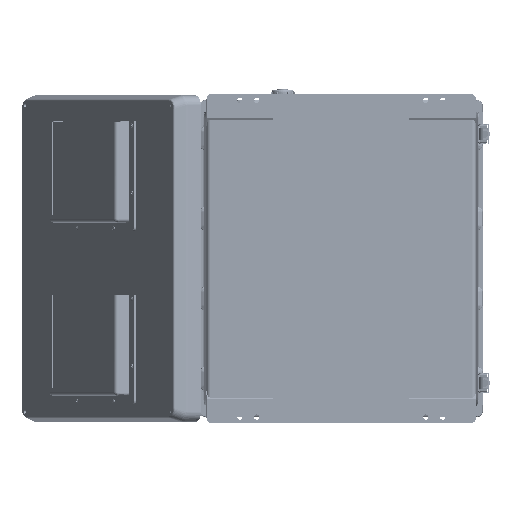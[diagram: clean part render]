
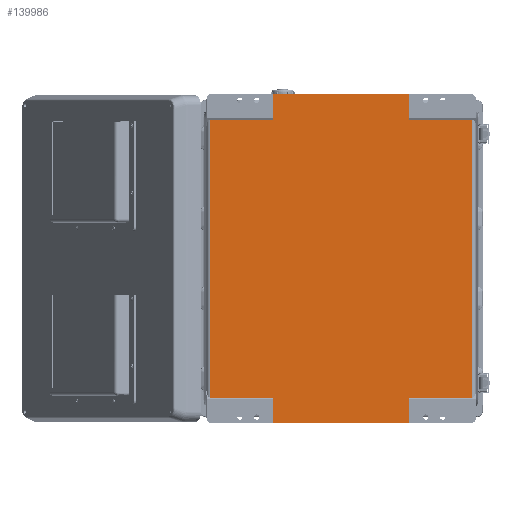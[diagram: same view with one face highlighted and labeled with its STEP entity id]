
A CAD part, front view. The second image highlights one B-rep face of the part: STEP entity #139986.
In plain terms, the highlighted planar face has unit normal (0, -1, 0).
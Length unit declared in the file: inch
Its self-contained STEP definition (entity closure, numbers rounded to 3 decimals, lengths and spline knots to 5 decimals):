
#713 = VECTOR ( 'NONE', #20701, 39.37008 ) ;
#1186 = CARTESIAN_POINT ( 'NONE',  ( 8.11811, 0.05906, -1.51961 ) ) ;
#1551 = ORIENTED_EDGE ( 'NONE', *, *, #48830, .F. ) ;
#1799 = EDGE_CURVE ( 'NONE', #118240, #70492, #29123, .T. ) ;
#1868 = VERTEX_POINT ( 'NONE', #123172 ) ;
#2725 = VECTOR ( 'NONE', #84802, 39.37008 ) ;
#3121 = CARTESIAN_POINT ( 'NONE',  ( -8.11811, 0.05906, -17.96858 ) ) ;
#4376 = DIRECTION ( 'NONE',  ( 0., 0., 1. ) ) ;
#7941 = CARTESIAN_POINT ( 'NONE',  ( 4.03163, 0.05906, -20.34606 ) ) ;
#11834 = LINE ( 'NONE', #75584, #127437 ) ;
#13274 = ORIENTED_EDGE ( 'NONE', *, *, #27104, .F. ) ;
#13442 = CARTESIAN_POINT ( 'NONE',  ( 8.11811, 0.05906, -1.51961 ) ) ;
#14334 = LINE ( 'NONE', #110365, #25257 ) ;
#15862 = CARTESIAN_POINT ( 'NONE',  ( -4.03163, 0.05906, -1.51961 ) ) ;
#15956 = CARTESIAN_POINT ( 'NONE',  ( -4.03163, 0.05906, -19.48819 ) ) ;
#16804 = VECTOR ( 'NONE', #4376, 39.37008 ) ;
#19031 = DIRECTION ( 'NONE',  ( 0., 0., 1. ) ) ;
#20701 = DIRECTION ( 'NONE',  ( 0., 0., 1. ) ) ;
#21540 = EDGE_CURVE ( 'NONE', #97730, #137299, #35248, .T. ) ;
#21784 = ORIENTED_EDGE ( 'NONE', *, *, #85678, .T. ) ;
#22326 = EDGE_CURVE ( 'NONE', #90804, #151233, #63687, .T. ) ;
#24604 = ORIENTED_EDGE ( 'NONE', *, *, #1799, .F. ) ;
#24818 = CARTESIAN_POINT ( 'NONE',  ( 8.11811, 0.05906, 0. ) ) ;
#25257 = VECTOR ( 'NONE', #86941, 39.37008 ) ;
#25588 = CARTESIAN_POINT ( 'NONE',  ( -7.73754, 0.05906, -1.51961 ) ) ;
#26630 = ORIENTED_EDGE ( 'NONE', *, *, #80506, .T. ) ;
#26769 = VECTOR ( 'NONE', #127346, 39.37008 ) ;
#27104 = EDGE_CURVE ( 'NONE', #137657, #1868, #14334, .T. ) ;
#28288 = EDGE_CURVE ( 'NONE', #131918, #137404, #98471, .T. ) ;
#29123 = LINE ( 'NONE', #78369, #138217 ) ;
#29454 = ORIENTED_EDGE ( 'NONE', *, *, #28288, .F. ) ;
#34339 = VECTOR ( 'NONE', #73189, 39.37008 ) ;
#35248 = LINE ( 'NONE', #13442, #34339 ) ;
#37985 = CARTESIAN_POINT ( 'NONE',  ( -8.11811, 0.05906, -1.51961 ) ) ;
#39171 = DIRECTION ( 'NONE',  ( 0., 1., 0. ) ) ;
#40738 = LINE ( 'NONE', #89898, #16804 ) ;
#43034 = AXIS2_PLACEMENT_3D ( 'NONE', #1186, #39171, #149653 ) ;
#47339 = DIRECTION ( 'NONE',  ( 0., 0., 1. ) ) ;
#48830 = EDGE_CURVE ( 'NONE', #1868, #118240, #57982, .T. ) ;
#51300 = VERTEX_POINT ( 'NONE', #124608 ) ;
#54425 = ORIENTED_EDGE ( 'NONE', *, *, #22326, .T. ) ;
#57982 = LINE ( 'NONE', #7941, #158638 ) ;
#59422 = LINE ( 'NONE', #132006, #713 ) ;
#60227 = CARTESIAN_POINT ( 'NONE',  ( 7.73754, 0.05906, -1.51961 ) ) ;
#60720 = EDGE_CURVE ( 'NONE', #90804, #131918, #40738, .T. ) ;
#63687 = LINE ( 'NONE', #3121, #26769 ) ;
#70492 = VERTEX_POINT ( 'NONE', #15956 ) ;
#71276 = CARTESIAN_POINT ( 'NONE',  ( -4.03163, 0.05906, -17.96858 ) ) ;
#72838 = ORIENTED_EDGE ( 'NONE', *, *, #75357, .F. ) ;
#73184 = DIRECTION ( 'NONE',  ( 0., 0., -1. ) ) ;
#73189 = DIRECTION ( 'NONE',  ( -1., 0., 0. ) ) ;
#74650 = EDGE_LOOP ( 'NONE', ( #83447, #54425, #84423, #24604, #1551, #13274, #100410, #118963, #26630, #21784, #72838, #29454 ) ) ;
#75357 = EDGE_CURVE ( 'NONE', #137404, #51300, #78018, .T. ) ;
#75584 = CARTESIAN_POINT ( 'NONE',  ( -4.03163, 0.05906, -20.34606 ) ) ;
#78018 = LINE ( 'NONE', #127169, #113403 ) ;
#78369 = CARTESIAN_POINT ( 'NONE',  ( 8.11811, 0.05906, -19.48819 ) ) ;
#80506 = EDGE_CURVE ( 'NONE', #137299, #125344, #59422, .T. ) ;
#83447 = ORIENTED_EDGE ( 'NONE', *, *, #60720, .F. ) ;
#84423 = ORIENTED_EDGE ( 'NONE', *, *, #136059, .T. ) ;
#84802 = DIRECTION ( 'NONE',  ( 1., 0., 0. ) ) ;
#85102 = CARTESIAN_POINT ( 'NONE',  ( 7.73754, 0.05906, -17.96858 ) ) ;
#85678 = EDGE_CURVE ( 'NONE', #125344, #51300, #110322, .T. ) ;
#86097 = DIRECTION ( 'NONE',  ( -1., 0., 0. ) ) ;
#86941 = DIRECTION ( 'NONE',  ( -1., 0., 0. ) ) ;
#88057 = EDGE_CURVE ( 'NONE', #137657, #97730, #132026, .T. ) ;
#89898 = CARTESIAN_POINT ( 'NONE',  ( -7.73754, 0.05906, -1.51961 ) ) ;
#90804 = VERTEX_POINT ( 'NONE', #124090 ) ;
#97730 = VERTEX_POINT ( 'NONE', #154548 ) ;
#98471 = LINE ( 'NONE', #37985, #2725 ) ;
#100410 = ORIENTED_EDGE ( 'NONE', *, *, #88057, .T. ) ;
#107177 = DIRECTION ( 'NONE',  ( 0., 0., -1. ) ) ;
#110322 = LINE ( 'NONE', #24818, #138466 ) ;
#110365 = CARTESIAN_POINT ( 'NONE',  ( 8.11811, 0.05906, -17.96858 ) ) ;
#112674 = CARTESIAN_POINT ( 'NONE',  ( 4.03163, 0.05906, -1.51961 ) ) ;
#113403 = VECTOR ( 'NONE', #19031, 39.37008 ) ;
#114124 = PLANE ( 'NONE',  #43034 ) ;
#118240 = VERTEX_POINT ( 'NONE', #139842 ) ;
#118963 = ORIENTED_EDGE ( 'NONE', *, *, #21540, .T. ) ;
#123172 = CARTESIAN_POINT ( 'NONE',  ( 4.03163, 0.05906, -17.96858 ) ) ;
#124090 = CARTESIAN_POINT ( 'NONE',  ( -7.73754, 0.05906, -17.96858 ) ) ;
#124608 = CARTESIAN_POINT ( 'NONE',  ( -4.03163, 0.05906, 0. ) ) ;
#125344 = VERTEX_POINT ( 'NONE', #146267 ) ;
#126225 = FACE_OUTER_BOUND ( 'NONE', #74650, .T. ) ;
#127169 = CARTESIAN_POINT ( 'NONE',  ( -4.03163, 0.05906, 0.85787 ) ) ;
#127346 = DIRECTION ( 'NONE',  ( 1., 0., 0. ) ) ;
#127437 = VECTOR ( 'NONE', #73184, 39.37008 ) ;
#131918 = VERTEX_POINT ( 'NONE', #25588 ) ;
#132006 = CARTESIAN_POINT ( 'NONE',  ( 4.03163, 0.05906, 0.85787 ) ) ;
#132026 = LINE ( 'NONE', #60227, #144026 ) ;
#132277 = DIRECTION ( 'NONE',  ( -1., 0., 0. ) ) ;
#136059 = EDGE_CURVE ( 'NONE', #151233, #70492, #11834, .T. ) ;
#137299 = VERTEX_POINT ( 'NONE', #112674 ) ;
#137404 = VERTEX_POINT ( 'NONE', #15862 ) ;
#137657 = VERTEX_POINT ( 'NONE', #85102 ) ;
#138217 = VECTOR ( 'NONE', #132277, 39.37008 ) ;
#138466 = VECTOR ( 'NONE', #86097, 39.37008 ) ;
#139842 = CARTESIAN_POINT ( 'NONE',  ( 4.03163, 0.05906, -19.48819 ) ) ;
#139986 = ADVANCED_FACE ( 'NONE', ( #126225 ), #114124, .F. ) ;
#144026 = VECTOR ( 'NONE', #47339, 39.37008 ) ;
#146267 = CARTESIAN_POINT ( 'NONE',  ( 4.03163, 0.05906, 0. ) ) ;
#149653 = DIRECTION ( 'NONE',  ( 0., 0., 1. ) ) ;
#151233 = VERTEX_POINT ( 'NONE', #71276 ) ;
#154548 = CARTESIAN_POINT ( 'NONE',  ( 7.73754, 0.05906, -1.51961 ) ) ;
#158638 = VECTOR ( 'NONE', #107177, 39.37008 ) ;
